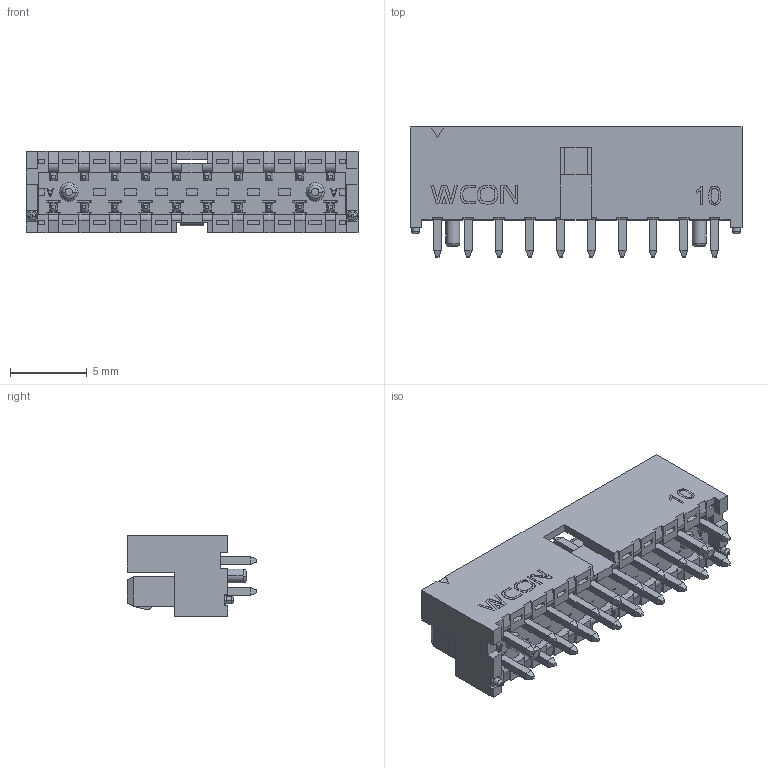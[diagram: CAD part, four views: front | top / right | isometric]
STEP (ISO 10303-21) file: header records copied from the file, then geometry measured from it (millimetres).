
FILE_DESCRIPTION( ('This file contains a STEP AP42 implementation' ,'as created by ZW3D STEP Interface translator.') ,'2;1' );
FILE_NAME( '3703-AXXX-065SXXX01001.stp' ,'231228.172932', (''), ('ZWCAD Software Co.'), 'Version 1.0', 'ZW3D to STEP translator', '' );
FILE_SCHEMA(('AUTOMOTIVE_DESIGN { 1 0 10303 214 1 1 1 1 }'));
Length unit declared in the file: millimetre
Products named in the file (2): 0; 3703-AXXX-065SXXX01001
Bounding box: 21.57 x 8.44 x 5.27 mm (x, y, z)
Volume: 453.3 mm3; surface area: 1210.9 mm2
Topology: 1 solids, 1 shells, 1334 faces, 3595 edges, 2315 vertices
Faces by surface type: plane 1194, cylinder 92, bspline 34, torus 8, cone 6
Entity records: 42981 total; most frequent: CARTESIAN_POINT 8175, ORIENTED_EDGE 7190, DIRECTION 6313, EDGE_CURVE 3595, VECTOR 3319, LINE 3319, VERTEX_POINT 2315, AXIS2_PLACEMENT_3D 1497
